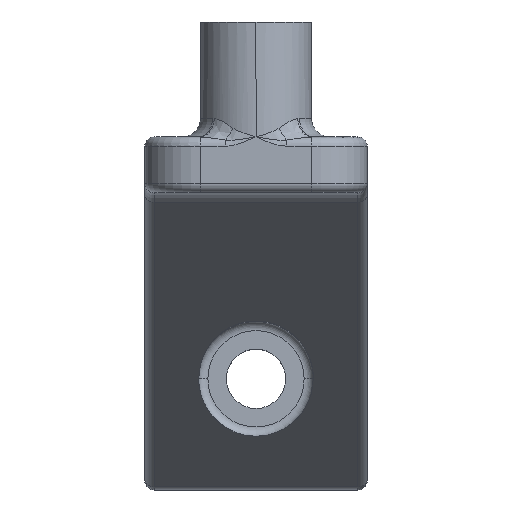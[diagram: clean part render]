
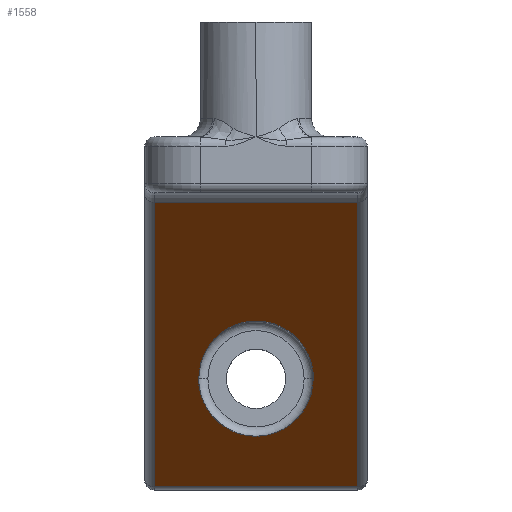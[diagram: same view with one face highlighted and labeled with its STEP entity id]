
A CAD part, top view. The second image highlights one B-rep face of the part: STEP entity #1558.
In plain terms, the highlighted planar face has unit normal (0, -0.829, 0.56).
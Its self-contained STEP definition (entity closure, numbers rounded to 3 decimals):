
#38 = CARTESIAN_POINT ( 'NONE',  ( 3.1, -16.2, -9.99 ) ) ;
#44 = ORIENTED_EDGE ( 'NONE', *, *, #1946, .T. ) ;
#475 = EDGE_CURVE ( 'NONE', #998, #1033, #960, .T. ) ;
#525 = CARTESIAN_POINT ( 'NONE',  ( -3.1, -16.2, -9.99 ) ) ;
#552 = CARTESIAN_POINT ( 'NONE',  ( 6., -15.829, -9.44 ) ) ;
#589 = CARTESIAN_POINT ( 'NONE',  ( 3.1, -10., -0.809 ) ) ;
#594 = CARTESIAN_POINT ( 'NONE',  ( 6., -15.829, -9.44 ) ) ;
#609 = CARTESIAN_POINT ( 'NONE',  ( -6., -0.514, 13.239 ) ) ;
#684 = CARTESIAN_POINT ( 'NONE',  ( -3.1, -3.8, 8.373 ) ) ;
#726 = LINE ( 'NONE', #552, #1621 ) ;
#744 = DIRECTION ( 'NONE',  ( 0., -0.56, -0.829 ) ) ;
#767 = FACE_OUTER_BOUND ( 'NONE', #972, .T. ) ;
#788 = VECTOR ( 'NONE', #1308, 1000. ) ;
#869 = AXIS2_PLACEMENT_3D ( 'NONE', #594, #1302, #967 ) ;
#889 = CARTESIAN_POINT ( 'NONE',  ( 3.1, -10., -0.809 ) ) ;
#931 = LINE ( 'NONE', #1082, #1023 ) ;
#960 =( BOUNDED_CURVE ( )  B_SPLINE_CURVE ( 3, ( #1211, #684, #1060, #2134 ),
 .UNSPECIFIED., .F., .T. ) 
 B_SPLINE_CURVE_WITH_KNOTS ( ( 4, 4 ),
 ( 1.571, 4.712 ),
 .UNSPECIFIED. ) 
 CURVE ( )  GEOMETRIC_REPRESENTATION_ITEM ( )  RATIONAL_B_SPLINE_CURVE ( ( 1., 0.333, 0.333, 1. ) ) 
 REPRESENTATION_ITEM ( '' )  );
#966 = EDGE_CURVE ( 'NONE', #1033, #998, #1716, .T. ) ;
#967 = DIRECTION ( 'NONE',  ( 0., 0.56, 0.829 ) ) ;
#972 = EDGE_LOOP ( 'NONE', ( #2246, #1001, #44, #2081 ) ) ;
#993 = LINE ( 'NONE', #609, #788 ) ;
#998 = VERTEX_POINT ( 'NONE', #2166 ) ;
#1001 = ORIENTED_EDGE ( 'NONE', *, *, #1358, .T. ) ;
#1023 = VECTOR ( 'NONE', #744, 1000. ) ;
#1033 = VERTEX_POINT ( 'NONE', #589 ) ;
#1035 = VERTEX_POINT ( 'NONE', #1630 ) ;
#1045 = EDGE_LOOP ( 'NONE', ( #1187, #1435 ) ) ;
#1060 = CARTESIAN_POINT ( 'NONE',  ( 3.1, -3.8, 8.373 ) ) ;
#1082 = CARTESIAN_POINT ( 'NONE',  ( -5.5, -15.829, -9.44 ) ) ;
#1120 = VERTEX_POINT ( 'NONE', #1156 ) ;
#1156 = CARTESIAN_POINT ( 'NONE',  ( -5.5, -0.514, 13.239 ) ) ;
#1187 = ORIENTED_EDGE ( 'NONE', *, *, #475, .T. ) ;
#1211 = CARTESIAN_POINT ( 'NONE',  ( -3.1, -10., -0.809 ) ) ;
#1217 = CARTESIAN_POINT ( 'NONE',  ( -3.1, -10., -0.809 ) ) ;
#1302 = DIRECTION ( 'NONE',  ( 0., 0.829, -0.56 ) ) ;
#1308 = DIRECTION ( 'NONE',  ( -1., 0., 0. ) ) ;
#1321 = EDGE_CURVE ( 'NONE', #1120, #1670, #931, .T. ) ;
#1358 = EDGE_CURVE ( 'NONE', #1478, #1035, #1777, .T. ) ;
#1435 = ORIENTED_EDGE ( 'NONE', *, *, #966, .T. ) ;
#1465 = CARTESIAN_POINT ( 'NONE',  ( 5.5, -15.829, -9.44 ) ) ;
#1476 = PLANE ( 'NONE',  #869 ) ;
#1478 = VERTEX_POINT ( 'NONE', #1465 ) ;
#1525 = CARTESIAN_POINT ( 'NONE',  ( -5.5, -15.829, -9.44 ) ) ;
#1558 = ADVANCED_FACE ( 'NONE', ( #1627, #767 ), #1476, .F. ) ;
#1621 = VECTOR ( 'NONE', #1944, 1000. ) ;
#1627 = FACE_BOUND ( 'NONE', #1045, .T. ) ;
#1630 = CARTESIAN_POINT ( 'NONE',  ( 5.5, -0.514, 13.239 ) ) ;
#1670 = VERTEX_POINT ( 'NONE', #1525 ) ;
#1716 =( BOUNDED_CURVE ( )  B_SPLINE_CURVE ( 3, ( #889, #38, #525, #1217 ),
 .UNSPECIFIED., .F., .T. ) 
 B_SPLINE_CURVE_WITH_KNOTS ( ( 4, 4 ),
 ( 4.712, 7.854 ),
 .UNSPECIFIED. ) 
 CURVE ( )  GEOMETRIC_REPRESENTATION_ITEM ( )  RATIONAL_B_SPLINE_CURVE ( ( 1., 0.333, 0.333, 1. ) ) 
 REPRESENTATION_ITEM ( '' )  );
#1777 = LINE ( 'NONE', #1977, #1811 ) ;
#1811 = VECTOR ( 'NONE', #1943, 1000. ) ;
#1943 = DIRECTION ( 'NONE',  ( 0., 0.56, 0.829 ) ) ;
#1944 = DIRECTION ( 'NONE',  ( -1., 0., 0. ) ) ;
#1946 = EDGE_CURVE ( 'NONE', #1035, #1120, #993, .T. ) ;
#1977 = CARTESIAN_POINT ( 'NONE',  ( 5.5, -15.829, -9.44 ) ) ;
#2042 = EDGE_CURVE ( 'NONE', #1478, #1670, #726, .T. ) ;
#2081 = ORIENTED_EDGE ( 'NONE', *, *, #1321, .T. ) ;
#2134 = CARTESIAN_POINT ( 'NONE',  ( 3.1, -10., -0.809 ) ) ;
#2166 = CARTESIAN_POINT ( 'NONE',  ( -3.1, -10., -0.809 ) ) ;
#2246 = ORIENTED_EDGE ( 'NONE', *, *, #2042, .F. ) ;
